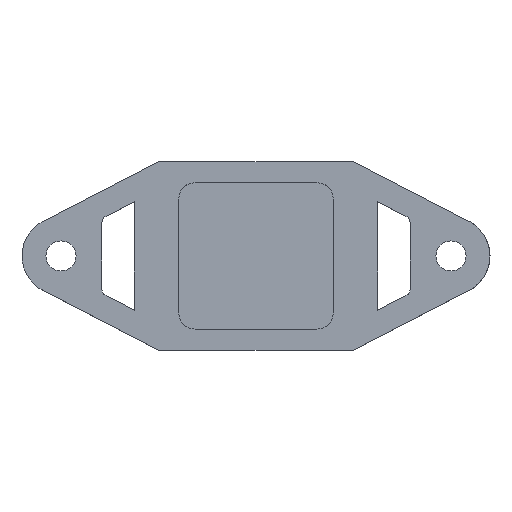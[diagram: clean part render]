
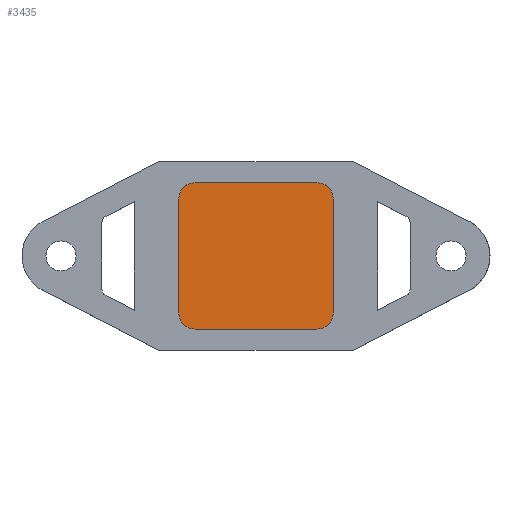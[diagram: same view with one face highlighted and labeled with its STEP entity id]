
A CAD part, top view. The second image highlights one B-rep face of the part: STEP entity #3435.
In plain terms, the highlighted planar face has unit normal (0, 0, 1).
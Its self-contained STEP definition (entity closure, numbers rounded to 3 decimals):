
#30 = DIRECTION ( 'NONE',  ( 1., 0., 0. ) ) ;
#141 = CARTESIAN_POINT ( 'NONE',  ( -9.5, 9., 1.6 ) ) ;
#237 = CIRCLE ( 'NONE', #397, 2. ) ;
#248 = CIRCLE ( 'NONE', #2853, 2. ) ;
#266 = VERTEX_POINT ( 'NONE', #4122 ) ;
#281 = LINE ( 'NONE', #1620, #1237 ) ;
#308 = VECTOR ( 'NONE', #524, 1000. ) ;
#315 = DIRECTION ( 'NONE',  ( 1., 0., 0. ) ) ;
#397 = AXIS2_PLACEMENT_3D ( 'NONE', #4322, #4008, #315 ) ;
#432 = CARTESIAN_POINT ( 'NONE',  ( -9.5, 7., 1.6 ) ) ;
#451 = DIRECTION ( 'NONE',  ( 1., 0., 0. ) ) ;
#454 = EDGE_CURVE ( 'NONE', #266, #1880, #3150, .T. ) ;
#524 = DIRECTION ( 'NONE',  ( -1., 0., 0. ) ) ;
#650 = VERTEX_POINT ( 'NONE', #2700 ) ;
#676 = DIRECTION ( 'NONE',  ( 1., 0., 0. ) ) ;
#725 = EDGE_CURVE ( 'NONE', #2442, #4286, #828, .T. ) ;
#828 = LINE ( 'NONE', #141, #308 ) ;
#1002 = CARTESIAN_POINT ( 'NONE',  ( 0., 0., 1.6 ) ) ;
#1046 = AXIS2_PLACEMENT_3D ( 'NONE', #1002, #3678, #676 ) ;
#1172 = AXIS2_PLACEMENT_3D ( 'NONE', #4354, #1357, #30 ) ;
#1237 = VECTOR ( 'NONE', #1696, 1000. ) ;
#1297 = EDGE_CURVE ( 'NONE', #4130, #266, #237, .T. ) ;
#1357 = DIRECTION ( 'NONE',  ( 0., 0., 1. ) ) ;
#1393 = CIRCLE ( 'NONE', #1172, 2. ) ;
#1478 = ORIENTED_EDGE ( 'NONE', *, *, #2539, .T. ) ;
#1516 = EDGE_CURVE ( 'NONE', #1617, #2944, #1903, .T. ) ;
#1525 = ORIENTED_EDGE ( 'NONE', *, *, #1516, .T. ) ;
#1543 = CARTESIAN_POINT ( 'NONE',  ( 9.5, 7., 1.6 ) ) ;
#1566 = CARTESIAN_POINT ( 'NONE',  ( 9.5, 9., 1.6 ) ) ;
#1617 = VERTEX_POINT ( 'NONE', #432 ) ;
#1620 = CARTESIAN_POINT ( 'NONE',  ( -9.5, -9., 1.6 ) ) ;
#1696 = DIRECTION ( 'NONE',  ( 1., 0., 0. ) ) ;
#1743 = DIRECTION ( 'NONE',  ( 0., 0., 1. ) ) ;
#1773 = PLANE ( 'NONE',  #1046 ) ;
#1830 = ORIENTED_EDGE ( 'NONE', *, *, #2100, .T. ) ;
#1880 = VERTEX_POINT ( 'NONE', #1543 ) ;
#1891 = CARTESIAN_POINT ( 'NONE',  ( 7.5, -9., 1.6 ) ) ;
#1903 = LINE ( 'NONE', #2244, #2443 ) ;
#1985 = ORIENTED_EDGE ( 'NONE', *, *, #454, .T. ) ;
#2062 = CARTESIAN_POINT ( 'NONE',  ( -7.5, 9., 1.6 ) ) ;
#2100 = EDGE_CURVE ( 'NONE', #4286, #1617, #1393, .T. ) ;
#2117 = FACE_OUTER_BOUND ( 'NONE', #2233, .T. ) ;
#2233 = EDGE_LOOP ( 'NONE', ( #4276, #2766, #1985, #1478, #4191, #1830, #1525, #4253 ) ) ;
#2244 = CARTESIAN_POINT ( 'NONE',  ( -9.5, 9., 1.6 ) ) ;
#2333 = EDGE_CURVE ( 'NONE', #650, #4130, #281, .T. ) ;
#2394 = CARTESIAN_POINT ( 'NONE',  ( 7.5, 9., 1.6 ) ) ;
#2430 = CARTESIAN_POINT ( 'NONE',  ( -9.5, -7., 1.6 ) ) ;
#2442 = VERTEX_POINT ( 'NONE', #2394 ) ;
#2443 = VECTOR ( 'NONE', #3656, 1000. ) ;
#2539 = EDGE_CURVE ( 'NONE', #1880, #2442, #3068, .T. ) ;
#2700 = CARTESIAN_POINT ( 'NONE',  ( -7.5, -9., 1.6 ) ) ;
#2715 = EDGE_CURVE ( 'NONE', #2944, #650, #248, .T. ) ;
#2739 = CARTESIAN_POINT ( 'NONE',  ( 7.5, 7., 1.6 ) ) ;
#2766 = ORIENTED_EDGE ( 'NONE', *, *, #1297, .T. ) ;
#2853 = AXIS2_PLACEMENT_3D ( 'NONE', #3491, #3865, #3845 ) ;
#2944 = VERTEX_POINT ( 'NONE', #2430 ) ;
#3068 = CIRCLE ( 'NONE', #4195, 2. ) ;
#3150 = LINE ( 'NONE', #1566, #4113 ) ;
#3435 = ADVANCED_FACE ( 'NONE', ( #2117 ), #1773, .T. ) ;
#3491 = CARTESIAN_POINT ( 'NONE',  ( -7.5, -7., 1.6 ) ) ;
#3569 = DIRECTION ( 'NONE',  ( 0., 1., 0. ) ) ;
#3656 = DIRECTION ( 'NONE',  ( 0., -1., 0. ) ) ;
#3678 = DIRECTION ( 'NONE',  ( 0., 0., 1. ) ) ;
#3845 = DIRECTION ( 'NONE',  ( 1., 0., 0. ) ) ;
#3865 = DIRECTION ( 'NONE',  ( 0., 0., 1. ) ) ;
#4008 = DIRECTION ( 'NONE',  ( 0., 0., 1. ) ) ;
#4113 = VECTOR ( 'NONE', #3569, 1000. ) ;
#4122 = CARTESIAN_POINT ( 'NONE',  ( 9.5, -7., 1.6 ) ) ;
#4130 = VERTEX_POINT ( 'NONE', #1891 ) ;
#4191 = ORIENTED_EDGE ( 'NONE', *, *, #725, .T. ) ;
#4195 = AXIS2_PLACEMENT_3D ( 'NONE', #2739, #1743, #451 ) ;
#4253 = ORIENTED_EDGE ( 'NONE', *, *, #2715, .T. ) ;
#4276 = ORIENTED_EDGE ( 'NONE', *, *, #2333, .T. ) ;
#4286 = VERTEX_POINT ( 'NONE', #2062 ) ;
#4322 = CARTESIAN_POINT ( 'NONE',  ( 7.5, -7., 1.6 ) ) ;
#4354 = CARTESIAN_POINT ( 'NONE',  ( -7.5, 7., 1.6 ) ) ;
